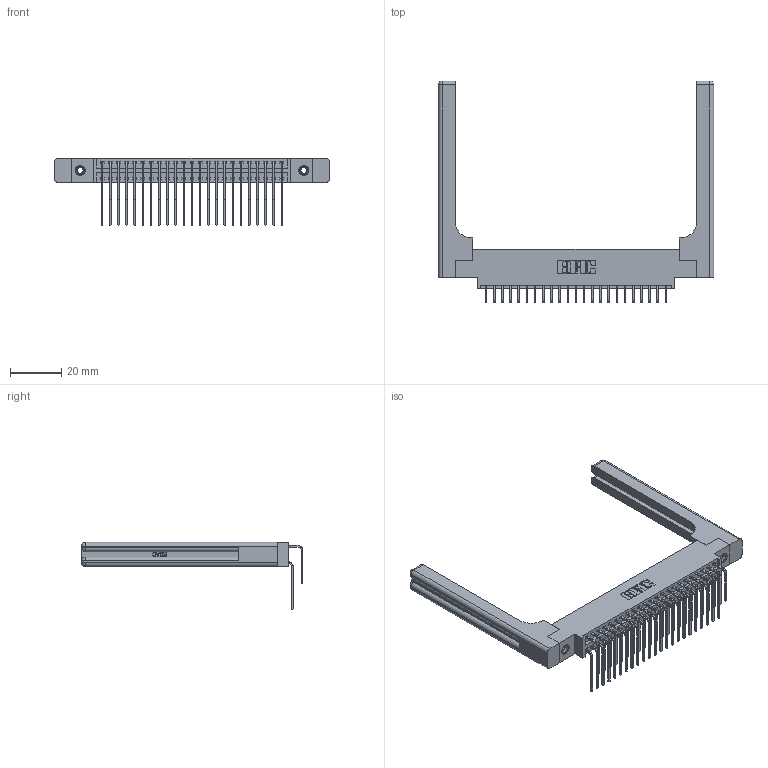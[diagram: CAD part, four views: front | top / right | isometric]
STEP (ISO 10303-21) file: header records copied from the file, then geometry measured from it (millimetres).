
FILE_DESCRIPTION (( 'STEP AP203' ), '1' );
FILE_NAME ('396-046-559-858.STEP', '2019-11-03T08:15:12', ( '' ), ( '' ), 'SwSTEP 2.0', 'SolidWorks 2016', '' );
FILE_SCHEMA (( 'CONFIG_CONTROL_DESIGN' ));
Length unit declared in the file: inch
Products named in the file (6): 346 Part_0.170 Offset - 0.156 Dia-TH; 345-250-001_345-250-001-102; 345-292-001_559 Tail - 2; 396-046-559-858; 345-292-001_558 559 Tail - 1; 346-220-058_345-220-058
Assembly tree (51 placements, depth 2):
  396-046-559-858
    346 Part_0.170 Offset - 0.156 Dia-TH
    345-292-001_558 559 Tail - 1  x23
    345-292-001_559 Tail - 2  x23
    345-250-001_345-250-001-102  x2
    346-220-058_345-220-058  x2
Bounding box: 107.09 x 86.17 x 26.16 mm (x, y, z)
Volume: 17899.7 mm3; surface area: 20429.8 mm2
Topology: 51 solids, 51 shells, 2866 faces, 8413 edges, 5526 vertices
Faces by surface type: plane 1930, cylinder 876, bspline 36, cone 12, sphere 8, torus 4
Entity records: 24666 total; most frequent: CARTESIAN_POINT 5152, ORIENTED_EDGE 3832, DIRECTION 3496, EDGE_CURVE 1916, LINE 1560, VECTOR 1560, VERTEX_POINT 1266, AXIS2_PLACEMENT_3D 968
